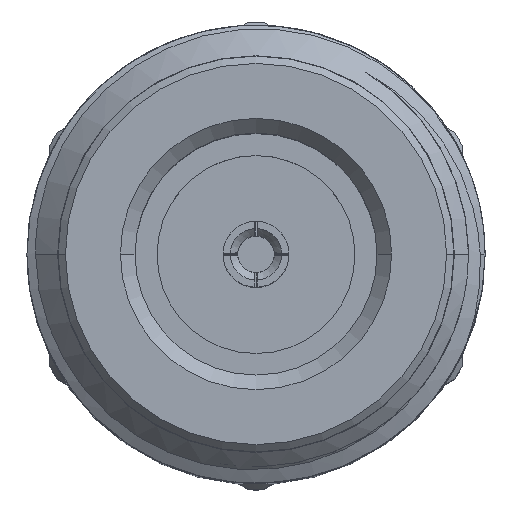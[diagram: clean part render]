
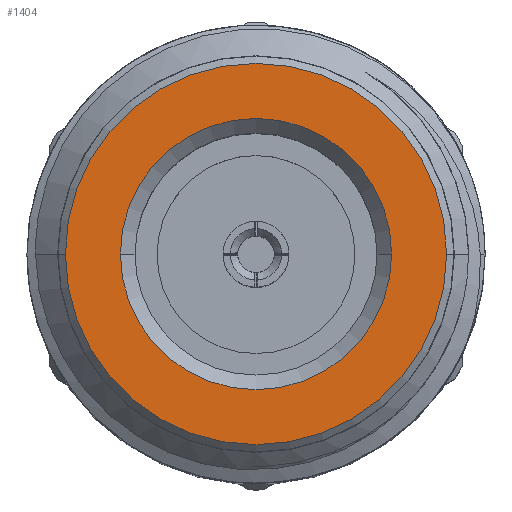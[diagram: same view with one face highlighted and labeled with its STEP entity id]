
A CAD part, top view. The second image highlights one B-rep face of the part: STEP entity #1404.
In plain terms, the highlighted planar face has unit normal (0, 0, 1).
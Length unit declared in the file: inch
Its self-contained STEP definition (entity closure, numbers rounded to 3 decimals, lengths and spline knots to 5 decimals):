
#50 = CARTESIAN_POINT ( 'NONE',  ( 0., 0., 0. ) ) ;
#146 = FACE_OUTER_BOUND ( 'NONE', #6648, .T. ) ;
#513 = EDGE_LOOP ( 'NONE', ( #1012, #6758 ) ) ;
#536 = CARTESIAN_POINT ( 'NONE',  ( 0., 0., 0. ) ) ;
#686 = CIRCLE ( 'NONE', #2166, 0.26 ) ;
#848 = DIRECTION ( 'NONE',  ( 1., 0., 0. ) ) ;
#1012 = ORIENTED_EDGE ( 'NONE', *, *, #6067, .T. ) ;
#1123 = AXIS2_PLACEMENT_3D ( 'NONE', #6672, #4807, #7254 ) ;
#1404 = ADVANCED_FACE ( 'NONE', ( #146, #6408 ), #5389, .T. ) ;
#1703 = DIRECTION ( 'NONE',  ( 1., 0., 0. ) ) ;
#1893 = DIRECTION ( 'NONE',  ( 1., 0., 0. ) ) ;
#1930 = ORIENTED_EDGE ( 'NONE', *, *, #3737, .T. ) ;
#2088 = ORIENTED_EDGE ( 'NONE', *, *, #4883, .T. ) ;
#2166 = AXIS2_PLACEMENT_3D ( 'NONE', #50, #3786, #848 ) ;
#2228 = CIRCLE ( 'NONE', #6205, 0.185 ) ;
#2427 = DIRECTION ( 'NONE',  ( 1., 0., 0. ) ) ;
#2860 = CARTESIAN_POINT ( 'NONE',  ( 0.26, 0., 0. ) ) ;
#2957 = DIRECTION ( 'NONE',  ( 0., 0., 1. ) ) ;
#3036 = VERTEX_POINT ( 'NONE', #4170 ) ;
#3085 = CARTESIAN_POINT ( 'NONE',  ( 0., 0., 0. ) ) ;
#3732 = DIRECTION ( 'NONE',  ( 0., 0., -1. ) ) ;
#3737 = EDGE_CURVE ( 'NONE', #7762, #6698, #686, .T. ) ;
#3786 = DIRECTION ( 'NONE',  ( 0., 0., 1. ) ) ;
#3896 = CIRCLE ( 'NONE', #1123, 0.26 ) ;
#4170 = CARTESIAN_POINT ( 'NONE',  ( 0.185, 0., 0. ) ) ;
#4278 = CIRCLE ( 'NONE', #7062, 0.185 ) ;
#4807 = DIRECTION ( 'NONE',  ( 0., 0., 1. ) ) ;
#4883 = EDGE_CURVE ( 'NONE', #6698, #7762, #3896, .T. ) ;
#5180 = AXIS2_PLACEMENT_3D ( 'NONE', #7850, #2957, #1703 ) ;
#5389 = PLANE ( 'NONE',  #5180 ) ;
#5533 = DIRECTION ( 'NONE',  ( 0., 0., -1. ) ) ;
#5786 = VERTEX_POINT ( 'NONE', #6634 ) ;
#6067 = EDGE_CURVE ( 'NONE', #3036, #5786, #4278, .T. ) ;
#6205 = AXIS2_PLACEMENT_3D ( 'NONE', #536, #5533, #2427 ) ;
#6390 = CARTESIAN_POINT ( 'NONE',  ( -0.26, 0., 0. ) ) ;
#6408 = FACE_BOUND ( 'NONE', #513, .T. ) ;
#6440 = EDGE_CURVE ( 'NONE', #5786, #3036, #2228, .T. ) ;
#6634 = CARTESIAN_POINT ( 'NONE',  ( -0.185, 0., 0. ) ) ;
#6648 = EDGE_LOOP ( 'NONE', ( #2088, #1930 ) ) ;
#6672 = CARTESIAN_POINT ( 'NONE',  ( 0., 0., 0. ) ) ;
#6698 = VERTEX_POINT ( 'NONE', #6390 ) ;
#6758 = ORIENTED_EDGE ( 'NONE', *, *, #6440, .T. ) ;
#7062 = AXIS2_PLACEMENT_3D ( 'NONE', #3085, #3732, #1893 ) ;
#7254 = DIRECTION ( 'NONE',  ( 1., 0., 0. ) ) ;
#7762 = VERTEX_POINT ( 'NONE', #2860 ) ;
#7850 = CARTESIAN_POINT ( 'NONE',  ( 0., 0., 0. ) ) ;
